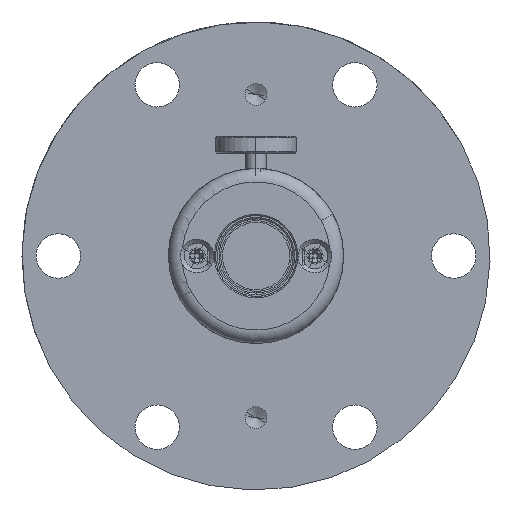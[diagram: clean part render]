
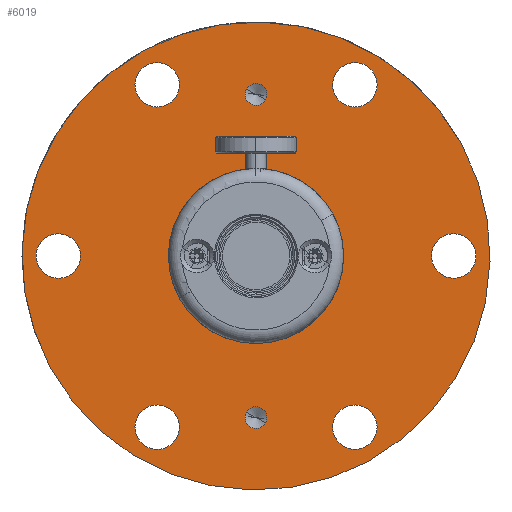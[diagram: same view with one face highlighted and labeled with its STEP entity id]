
A CAD part, front view. The second image highlights one B-rep face of the part: STEP entity #6019.
In plain terms, the highlighted face is planar.
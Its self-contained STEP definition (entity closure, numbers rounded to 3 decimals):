
#5570=CARTESIAN_POINT('Vertex',(11.8,-4.827,2.637)) ;
#5573=CARTESIAN_POINT('Axis2P3D Location',(11.8,0.,0.)) ;
#5577=CARTESIAN_POINT('Vertex',(11.8,4.827,-2.637)) ;
#5598=CARTESIAN_POINT('Control Point',(11.8,-4.827,2.637)) ;
#5599=CARTESIAN_POINT('Control Point',(11.8,-4.413,3.395)) ;
#5600=CARTESIAN_POINT('Control Point',(11.8,-3.849,4.072)) ;
#5601=CARTESIAN_POINT('Control Point',(11.8,-3.159,4.628)) ;
#5602=CARTESIAN_POINT('Control Point',(11.8,-1.596,5.44)) ;
#5603=CARTESIAN_POINT('Control Point',(11.8,0.157,5.601)) ;
#5604=CARTESIAN_POINT('Control Point',(11.8,1.039,5.506)) ;
#5605=CARTESIAN_POINT('Control Point',(11.8,2.718,4.976)) ;
#5606=CARTESIAN_POINT('Control Point',(11.8,4.072,3.849)) ;
#5607=CARTESIAN_POINT('Control Point',(11.8,4.628,3.159)) ;
#5608=CARTESIAN_POINT('Control Point',(11.8,5.44,1.596)) ;
#5609=CARTESIAN_POINT('Control Point',(11.8,5.601,-0.157)) ;
#5610=CARTESIAN_POINT('Control Point',(11.8,5.506,-1.039)) ;
#5611=CARTESIAN_POINT('Control Point',(11.8,5.241,-1.879)) ;
#5612=CARTESIAN_POINT('Control Point',(11.8,4.827,-2.637)) ;
#5848=CARTESIAN_POINT('Axis2P3D Location',(11.8,34.75,0.)) ;
#5853=CARTESIAN_POINT('Axis2P3D Location',(11.8,0.,0.)) ;
#5857=CARTESIAN_POINT('Vertex',(11.8,-30.496,-16.66)) ;
#5859=CARTESIAN_POINT('Vertex',(11.8,30.496,16.66)) ;
#5862=CARTESIAN_POINT('Axis2P3D Location',(11.8,0.,0.)) ;
#5871=CARTESIAN_POINT('Axis2P3D Location',(11.8,0.,-24.)) ;
#5875=CARTESIAN_POINT('Vertex',(11.8,-1.423,-23.223)) ;
#5877=CARTESIAN_POINT('Vertex',(11.8,1.423,-24.777)) ;
#5880=CARTESIAN_POINT('Axis2P3D Location',(11.8,0.,-24.)) ;
#5889=CARTESIAN_POINT('Axis2P3D Location',(11.8,0.,24.)) ;
#5893=CARTESIAN_POINT('Vertex',(11.8,-1.423,24.777)) ;
#5895=CARTESIAN_POINT('Vertex',(11.8,1.423,23.223)) ;
#5898=CARTESIAN_POINT('Axis2P3D Location',(11.8,0.,24.)) ;
#5911=CARTESIAN_POINT('Axis2P3D Location',(11.8,-29.35,0.)) ;
#5915=CARTESIAN_POINT('Vertex',(11.8,-26.454,1.582)) ;
#5917=CARTESIAN_POINT('Vertex',(11.8,-32.246,-1.582)) ;
#5920=CARTESIAN_POINT('Axis2P3D Location',(11.8,-29.35,0.)) ;
#5929=CARTESIAN_POINT('Axis2P3D Location',(11.8,-14.675,-25.418)) ;
#5933=CARTESIAN_POINT('Vertex',(11.8,-17.571,-27.)) ;
#5935=CARTESIAN_POINT('Vertex',(11.8,-11.779,-23.836)) ;
#5938=CARTESIAN_POINT('Axis2P3D Location',(11.8,-14.675,-25.418)) ;
#5947=CARTESIAN_POINT('Axis2P3D Location',(11.8,14.675,-25.418)) ;
#5951=CARTESIAN_POINT('Vertex',(11.8,11.779,-27.)) ;
#5953=CARTESIAN_POINT('Vertex',(11.8,17.571,-23.836)) ;
#5956=CARTESIAN_POINT('Axis2P3D Location',(11.8,14.675,-25.418)) ;
#5965=CARTESIAN_POINT('Axis2P3D Location',(11.8,29.35,0.)) ;
#5969=CARTESIAN_POINT('Vertex',(11.8,26.454,-1.582)) ;
#5971=CARTESIAN_POINT('Vertex',(11.8,32.246,1.582)) ;
#5974=CARTESIAN_POINT('Axis2P3D Location',(11.8,29.35,0.)) ;
#5983=CARTESIAN_POINT('Axis2P3D Location',(11.8,14.675,25.418)) ;
#5987=CARTESIAN_POINT('Vertex',(11.8,11.779,23.836)) ;
#5989=CARTESIAN_POINT('Vertex',(11.8,17.571,27.)) ;
#5992=CARTESIAN_POINT('Axis2P3D Location',(11.8,14.675,25.418)) ;
#6001=CARTESIAN_POINT('Axis2P3D Location',(11.8,-14.675,25.418)) ;
#6005=CARTESIAN_POINT('Vertex',(11.8,-17.571,23.836)) ;
#6007=CARTESIAN_POINT('Vertex',(11.8,-11.779,27.)) ;
#6010=CARTESIAN_POINT('Axis2P3D Location',(11.8,-14.675,25.418)) ;
#5574=DIRECTION('Axis2P3D Direction',(-1.,0.,-0.)) ;
#5849=DIRECTION('Axis2P3D Direction',(1.,0.,0.)) ;
#5850=DIRECTION('Axis2P3D XDirection',(0.,1.,0.)) ;
#5854=DIRECTION('Axis2P3D Direction',(1.,0.,0.)) ;
#5863=DIRECTION('Axis2P3D Direction',(1.,0.,0.)) ;
#5872=DIRECTION('Axis2P3D Direction',(1.,0.,0.)) ;
#5881=DIRECTION('Axis2P3D Direction',(1.,0.,0.)) ;
#5890=DIRECTION('Axis2P3D Direction',(1.,0.,0.)) ;
#5899=DIRECTION('Axis2P3D Direction',(1.,0.,0.)) ;
#5912=DIRECTION('Axis2P3D Direction',(1.,0.,0.)) ;
#5921=DIRECTION('Axis2P3D Direction',(1.,0.,0.)) ;
#5930=DIRECTION('Axis2P3D Direction',(1.,0.,0.)) ;
#5939=DIRECTION('Axis2P3D Direction',(1.,0.,0.)) ;
#5948=DIRECTION('Axis2P3D Direction',(1.,0.,0.)) ;
#5957=DIRECTION('Axis2P3D Direction',(1.,0.,0.)) ;
#5966=DIRECTION('Axis2P3D Direction',(1.,0.,0.)) ;
#5975=DIRECTION('Axis2P3D Direction',(1.,0.,0.)) ;
#5984=DIRECTION('Axis2P3D Direction',(1.,0.,0.)) ;
#5993=DIRECTION('Axis2P3D Direction',(1.,0.,0.)) ;
#6002=DIRECTION('Axis2P3D Direction',(1.,0.,0.)) ;
#6011=DIRECTION('Axis2P3D Direction',(1.,0.,0.)) ;
#5575=AXIS2_PLACEMENT_3D('Circle Axis2P3D',#5573,#5574,$) ;
#5851=AXIS2_PLACEMENT_3D('Plane Axis2P3D',#5848,#5849,#5850) ;
#5855=AXIS2_PLACEMENT_3D('Circle Axis2P3D',#5853,#5854,$) ;
#5864=AXIS2_PLACEMENT_3D('Circle Axis2P3D',#5862,#5863,$) ;
#5873=AXIS2_PLACEMENT_3D('Circle Axis2P3D',#5871,#5872,$) ;
#5882=AXIS2_PLACEMENT_3D('Circle Axis2P3D',#5880,#5881,$) ;
#5891=AXIS2_PLACEMENT_3D('Circle Axis2P3D',#5889,#5890,$) ;
#5900=AXIS2_PLACEMENT_3D('Circle Axis2P3D',#5898,#5899,$) ;
#5913=AXIS2_PLACEMENT_3D('Circle Axis2P3D',#5911,#5912,$) ;
#5922=AXIS2_PLACEMENT_3D('Circle Axis2P3D',#5920,#5921,$) ;
#5931=AXIS2_PLACEMENT_3D('Circle Axis2P3D',#5929,#5930,$) ;
#5940=AXIS2_PLACEMENT_3D('Circle Axis2P3D',#5938,#5939,$) ;
#5949=AXIS2_PLACEMENT_3D('Circle Axis2P3D',#5947,#5948,$) ;
#5958=AXIS2_PLACEMENT_3D('Circle Axis2P3D',#5956,#5957,$) ;
#5967=AXIS2_PLACEMENT_3D('Circle Axis2P3D',#5965,#5966,$) ;
#5976=AXIS2_PLACEMENT_3D('Circle Axis2P3D',#5974,#5975,$) ;
#5985=AXIS2_PLACEMENT_3D('Circle Axis2P3D',#5983,#5984,$) ;
#5994=AXIS2_PLACEMENT_3D('Circle Axis2P3D',#5992,#5993,$) ;
#6003=AXIS2_PLACEMENT_3D('Circle Axis2P3D',#6001,#6002,$) ;
#6012=AXIS2_PLACEMENT_3D('Circle Axis2P3D',#6010,#6011,$) ;
#5868=ORIENTED_EDGE('',*,*,#5861,.T.) ;
#5869=ORIENTED_EDGE('',*,*,#5866,.T.) ;
#5886=ORIENTED_EDGE('',*,*,#5879,.F.) ;
#5887=ORIENTED_EDGE('',*,*,#5884,.F.) ;
#5904=ORIENTED_EDGE('',*,*,#5897,.F.) ;
#5905=ORIENTED_EDGE('',*,*,#5902,.F.) ;
#5908=ORIENTED_EDGE('',*,*,#5579,.F.) ;
#5909=ORIENTED_EDGE('',*,*,#5613,.F.) ;
#5926=ORIENTED_EDGE('',*,*,#5919,.F.) ;
#5927=ORIENTED_EDGE('',*,*,#5924,.F.) ;
#5944=ORIENTED_EDGE('',*,*,#5937,.F.) ;
#5945=ORIENTED_EDGE('',*,*,#5942,.F.) ;
#5962=ORIENTED_EDGE('',*,*,#5955,.F.) ;
#5963=ORIENTED_EDGE('',*,*,#5960,.F.) ;
#5980=ORIENTED_EDGE('',*,*,#5973,.F.) ;
#5981=ORIENTED_EDGE('',*,*,#5978,.F.) ;
#5998=ORIENTED_EDGE('',*,*,#5991,.F.) ;
#5999=ORIENTED_EDGE('',*,*,#5996,.F.) ;
#6016=ORIENTED_EDGE('',*,*,#6009,.F.) ;
#6017=ORIENTED_EDGE('',*,*,#6014,.F.) ;
#5888=FACE_BOUND('',#5885,.T.) ;
#5906=FACE_BOUND('',#5903,.T.) ;
#5910=FACE_BOUND('',#5907,.T.) ;
#5928=FACE_BOUND('',#5925,.T.) ;
#5946=FACE_BOUND('',#5943,.T.) ;
#5964=FACE_BOUND('',#5961,.T.) ;
#5982=FACE_BOUND('',#5979,.T.) ;
#6000=FACE_BOUND('',#5997,.T.) ;
#6018=FACE_BOUND('',#6015,.T.) ;
#6019=ADVANCED_FACE('Hauptk\X2\00F6\X0\rper',(#5870,#5888,#5906,#5910,#5928,#5946,#5964,#5982,#6000,#6018),#5852,.T.) ;
#5597=B_SPLINE_CURVE_WITH_KNOTS('',5,(#5598,#5599,#5600,#5601,#5602,#5603,#5604,#5605,#5606,#5607,#5608,#5609,#5610,#5611,#5612),.UNSPECIFIED.,.F.,.U.,(6,3,3,3,6),(-8.639,-4.32,0.,4.32,8.639),.UNSPECIFIED.) ;
#5576=CIRCLE('generated circle',#5575,5.5) ;
#5856=CIRCLE('generated circle',#5855,34.75) ;
#5865=CIRCLE('generated circle',#5864,34.75) ;
#5874=CIRCLE('generated circle',#5873,1.621) ;
#5883=CIRCLE('generated circle',#5882,1.621) ;
#5892=CIRCLE('generated circle',#5891,1.621) ;
#5901=CIRCLE('generated circle',#5900,1.621) ;
#5914=CIRCLE('generated circle',#5913,3.3) ;
#5923=CIRCLE('generated circle',#5922,3.3) ;
#5932=CIRCLE('generated circle',#5931,3.3) ;
#5941=CIRCLE('generated circle',#5940,3.3) ;
#5950=CIRCLE('generated circle',#5949,3.3) ;
#5959=CIRCLE('generated circle',#5958,3.3) ;
#5968=CIRCLE('generated circle',#5967,3.3) ;
#5977=CIRCLE('generated circle',#5976,3.3) ;
#5986=CIRCLE('generated circle',#5985,3.3) ;
#5995=CIRCLE('generated circle',#5994,3.3) ;
#6004=CIRCLE('generated circle',#6003,3.3) ;
#6013=CIRCLE('generated circle',#6012,3.3) ;
#5579=EDGE_CURVE('',#5571,#5578,#5576,.F.) ;
#5613=EDGE_CURVE('',#5578,#5571,#5597,.F.) ;
#5861=EDGE_CURVE('',#5858,#5860,#5856,.T.) ;
#5866=EDGE_CURVE('',#5860,#5858,#5865,.T.) ;
#5879=EDGE_CURVE('',#5876,#5878,#5874,.T.) ;
#5884=EDGE_CURVE('',#5878,#5876,#5883,.T.) ;
#5897=EDGE_CURVE('',#5894,#5896,#5892,.T.) ;
#5902=EDGE_CURVE('',#5896,#5894,#5901,.T.) ;
#5919=EDGE_CURVE('',#5916,#5918,#5914,.T.) ;
#5924=EDGE_CURVE('',#5918,#5916,#5923,.T.) ;
#5937=EDGE_CURVE('',#5934,#5936,#5932,.T.) ;
#5942=EDGE_CURVE('',#5936,#5934,#5941,.T.) ;
#5955=EDGE_CURVE('',#5952,#5954,#5950,.T.) ;
#5960=EDGE_CURVE('',#5954,#5952,#5959,.T.) ;
#5973=EDGE_CURVE('',#5970,#5972,#5968,.T.) ;
#5978=EDGE_CURVE('',#5972,#5970,#5977,.T.) ;
#5991=EDGE_CURVE('',#5988,#5990,#5986,.T.) ;
#5996=EDGE_CURVE('',#5990,#5988,#5995,.T.) ;
#6009=EDGE_CURVE('',#6006,#6008,#6004,.T.) ;
#6014=EDGE_CURVE('',#6008,#6006,#6013,.T.) ;
#5867=EDGE_LOOP('',(#5868,#5869)) ;
#5885=EDGE_LOOP('',(#5886,#5887)) ;
#5903=EDGE_LOOP('',(#5904,#5905)) ;
#5907=EDGE_LOOP('',(#5908,#5909)) ;
#5925=EDGE_LOOP('',(#5926,#5927)) ;
#5943=EDGE_LOOP('',(#5944,#5945)) ;
#5961=EDGE_LOOP('',(#5962,#5963)) ;
#5979=EDGE_LOOP('',(#5980,#5981)) ;
#5997=EDGE_LOOP('',(#5998,#5999)) ;
#6015=EDGE_LOOP('',(#6016,#6017)) ;
#5870=FACE_OUTER_BOUND('',#5867,.T.) ;
#5852=PLANE('',#5851) ;
#5571=VERTEX_POINT('',#5570) ;
#5578=VERTEX_POINT('',#5577) ;
#5858=VERTEX_POINT('',#5857) ;
#5860=VERTEX_POINT('',#5859) ;
#5876=VERTEX_POINT('',#5875) ;
#5878=VERTEX_POINT('',#5877) ;
#5894=VERTEX_POINT('',#5893) ;
#5896=VERTEX_POINT('',#5895) ;
#5916=VERTEX_POINT('',#5915) ;
#5918=VERTEX_POINT('',#5917) ;
#5934=VERTEX_POINT('',#5933) ;
#5936=VERTEX_POINT('',#5935) ;
#5952=VERTEX_POINT('',#5951) ;
#5954=VERTEX_POINT('',#5953) ;
#5970=VERTEX_POINT('',#5969) ;
#5972=VERTEX_POINT('',#5971) ;
#5988=VERTEX_POINT('',#5987) ;
#5990=VERTEX_POINT('',#5989) ;
#6006=VERTEX_POINT('',#6005) ;
#6008=VERTEX_POINT('',#6007) ;
